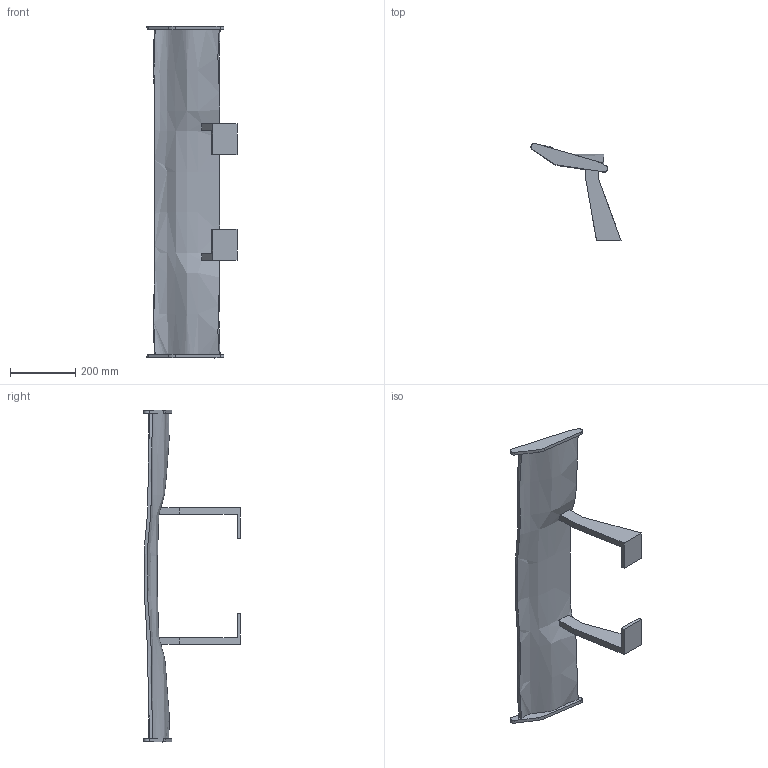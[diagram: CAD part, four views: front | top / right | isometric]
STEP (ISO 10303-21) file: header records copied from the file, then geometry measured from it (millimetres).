
FILE_DESCRIPTION(/* description */ (''),/* implementation_level */ '2;1');
FILE_NAME(/* name */ 'spoiler_GT3R.step',/* time_stamp */ '2024-06-03T11:54:33+05:30',/* author */ (''),/* organization */ (''),/* preprocessor_version */ 'ST-DEVELOPER v20',/* originating_system */ 'Autodesk Translation Framework v13.14.0.145',/* authorisation */ '');
FILE_SCHEMA (('AUTOMOTIVE_DESIGN { 1 0 10303 214 3 1 1 }'));
Length unit declared in the file: millimetre
Products named in the file (1): spoiler
Bounding box: 276.89 x 298.02 x 1021.19 mm (x, y, z)
Volume: 2890488.7 mm3; surface area: 584381.6 mm2
Topology: 3 solids, 3 shells, 44 faces, 108 edges, 72 vertices
Faces by surface type: plane 30, cylinder 8, bspline 6
Entity records: 3457 total; most frequent: CARTESIAN_POINT 2393, ORIENTED_EDGE 220, DIRECTION 188, EDGE_CURVE 110, LINE 78, VECTOR 78, VERTEX_POINT 76, AXIS2_PLACEMENT_3D 55
